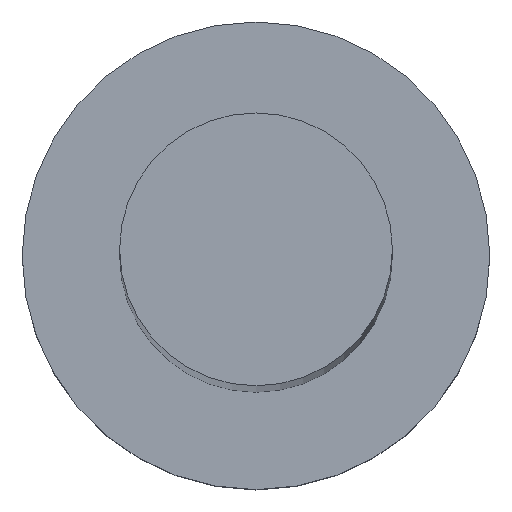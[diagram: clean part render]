
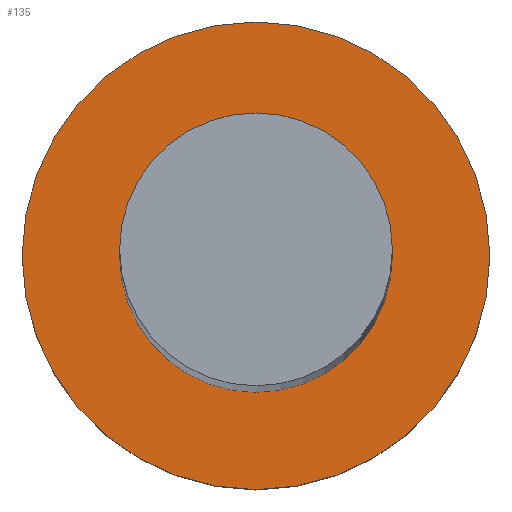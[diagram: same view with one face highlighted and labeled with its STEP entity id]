
A CAD part, top view. The second image highlights one B-rep face of the part: STEP entity #135.
In plain terms, the highlighted planar face has unit normal (0, 0, 1).
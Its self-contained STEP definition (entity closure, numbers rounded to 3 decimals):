
#9 = EDGE_CURVE ( 'NONE', #142, #122, #245, .T. ) ;
#12 = DIRECTION ( 'NONE',  ( 1., 0., 0. ) ) ;
#14 = DIRECTION ( 'NONE',  ( 1., 0., 0. ) ) ;
#15 = DIRECTION ( 'NONE',  ( 0., 0., 1. ) ) ;
#28 = FACE_BOUND ( 'NONE', #165, .T. ) ;
#30 = DIRECTION ( 'NONE',  ( 1., 0., 0. ) ) ;
#38 = EDGE_CURVE ( 'NONE', #64, #69, #106, .T. ) ;
#41 = ORIENTED_EDGE ( 'NONE', *, *, #234, .T. ) ;
#49 = DIRECTION ( 'NONE',  ( 0., 0., 1. ) ) ;
#63 = AXIS2_PLACEMENT_3D ( 'NONE', #86, #15, #110 ) ;
#64 = VERTEX_POINT ( 'NONE', #175 ) ;
#69 = VERTEX_POINT ( 'NONE', #72 ) ;
#72 = CARTESIAN_POINT ( 'NONE',  ( -6., 0., 5. ) ) ;
#84 = CIRCLE ( 'NONE', #237, 3.5 ) ;
#86 = CARTESIAN_POINT ( 'NONE',  ( 0., 0., 5. ) ) ;
#87 = FACE_OUTER_BOUND ( 'NONE', #244, .T. ) ;
#95 = AXIS2_PLACEMENT_3D ( 'NONE', #98, #112, #179 ) ;
#98 = CARTESIAN_POINT ( 'NONE',  ( 0., 0., 5. ) ) ;
#104 = EDGE_CURVE ( 'NONE', #122, #142, #84, .T. ) ;
#106 = CIRCLE ( 'NONE', #63, 6. ) ;
#109 = ORIENTED_EDGE ( 'NONE', *, *, #9, .F. ) ;
#110 = DIRECTION ( 'NONE',  ( 1., 0., 0. ) ) ;
#112 = DIRECTION ( 'NONE',  ( 0., 0., 1. ) ) ;
#122 = VERTEX_POINT ( 'NONE', #251 ) ;
#127 = CARTESIAN_POINT ( 'NONE',  ( 0., 0., 5. ) ) ;
#135 = ADVANCED_FACE ( 'NONE', ( #28, #87 ), #228, .T. ) ;
#142 = VERTEX_POINT ( 'NONE', #198 ) ;
#152 = ORIENTED_EDGE ( 'NONE', *, *, #104, .F. ) ;
#165 = EDGE_LOOP ( 'NONE', ( #152, #109 ) ) ;
#170 = CARTESIAN_POINT ( 'NONE',  ( 0., 0., 5. ) ) ;
#173 = AXIS2_PLACEMENT_3D ( 'NONE', #170, #207, #14 ) ;
#175 = CARTESIAN_POINT ( 'NONE',  ( 6., 0., 5. ) ) ;
#179 = DIRECTION ( 'NONE',  ( 1., 0., 0. ) ) ;
#190 = CIRCLE ( 'NONE', #95, 6. ) ;
#193 = ORIENTED_EDGE ( 'NONE', *, *, #38, .T. ) ;
#198 = CARTESIAN_POINT ( 'NONE',  ( 3.5, 0., 5. ) ) ;
#207 = DIRECTION ( 'NONE',  ( 0., 0., 1. ) ) ;
#210 = DIRECTION ( 'NONE',  ( 0., 0., 1. ) ) ;
#217 = AXIS2_PLACEMENT_3D ( 'NONE', #247, #49, #12 ) ;
#228 = PLANE ( 'NONE',  #173 ) ;
#234 = EDGE_CURVE ( 'NONE', #69, #64, #190, .T. ) ;
#237 = AXIS2_PLACEMENT_3D ( 'NONE', #127, #210, #30 ) ;
#244 = EDGE_LOOP ( 'NONE', ( #41, #193 ) ) ;
#245 = CIRCLE ( 'NONE', #217, 3.5 ) ;
#247 = CARTESIAN_POINT ( 'NONE',  ( 0., 0., 5. ) ) ;
#251 = CARTESIAN_POINT ( 'NONE',  ( -3.5, 0., 5. ) ) ;
